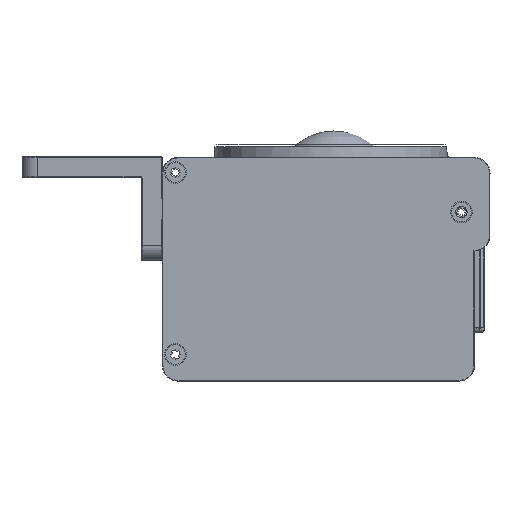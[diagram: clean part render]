
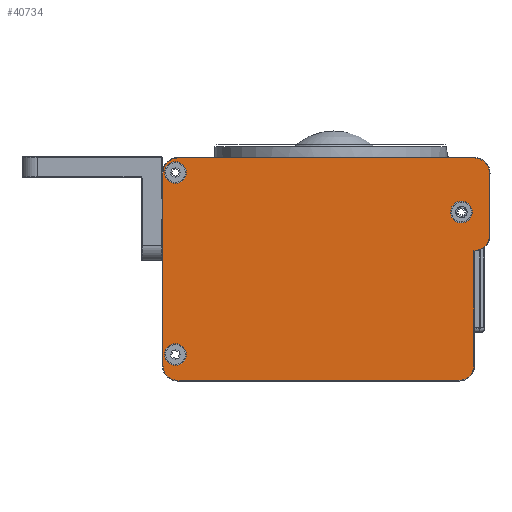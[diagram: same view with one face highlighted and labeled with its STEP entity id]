
A CAD part, front view. The second image highlights one B-rep face of the part: STEP entity #40734.
In plain terms, the highlighted planar face has unit normal (0, -1, 0).
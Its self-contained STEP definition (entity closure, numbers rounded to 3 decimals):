
#1185=FACE_BOUND('',#5940,.T.);
#1186=FACE_BOUND('',#5941,.T.);
#1187=FACE_BOUND('',#5942,.T.);
#2456=PLANE('',#43262);
#4095=FACE_OUTER_BOUND('',#5939,.T.);
#5939=EDGE_LOOP('',(#37078,#37079,#37080,#37081,#37082,#37083,#37084,#37085,
#37086,#37087));
#5940=EDGE_LOOP('',(#37088));
#5941=EDGE_LOOP('',(#37089));
#5942=EDGE_LOOP('',(#37090));
#6932=CIRCLE('',#43263,2.9);
#6933=CIRCLE('',#43264,2.9);
#6934=CIRCLE('',#43265,2.9);
#6935=CIRCLE('',#43266,2.9);
#6936=CIRCLE('',#43267,2.9);
#6937=CIRCLE('',#43268,2.1);
#6938=CIRCLE('',#43269,2.1);
#6939=CIRCLE('',#43270,2.1);
#10966=LINE('',#67385,#16045);
#10967=LINE('',#67389,#16046);
#10968=LINE('',#67393,#16047);
#10969=LINE('',#67397,#16048);
#10970=LINE('',#67400,#16049);
#16045=VECTOR('',#51935,12.);
#16046=VECTOR('',#51938,57.);
#16047=VECTOR('',#51941,37.);
#16048=VECTOR('',#51944,54.);
#16049=VECTOR('',#51947,22.102);
#20554=VERTEX_POINT('',#67381);
#20555=VERTEX_POINT('',#67382);
#20556=VERTEX_POINT('',#67384);
#20557=VERTEX_POINT('',#67386);
#20558=VERTEX_POINT('',#67388);
#20559=VERTEX_POINT('',#67390);
#20560=VERTEX_POINT('',#67392);
#20561=VERTEX_POINT('',#67394);
#20562=VERTEX_POINT('',#67396);
#20563=VERTEX_POINT('',#67398);
#20564=VERTEX_POINT('',#67401);
#20565=VERTEX_POINT('',#67403);
#20566=VERTEX_POINT('',#67405);
#26874=EDGE_CURVE('',#20554,#20555,#6932,.T.);
#26875=EDGE_CURVE('',#20555,#20556,#10966,.T.);
#26876=EDGE_CURVE('',#20556,#20557,#6933,.T.);
#26877=EDGE_CURVE('',#20557,#20558,#10967,.T.);
#26878=EDGE_CURVE('',#20558,#20559,#6934,.T.);
#26879=EDGE_CURVE('',#20559,#20560,#10968,.T.);
#26880=EDGE_CURVE('',#20560,#20561,#6935,.T.);
#26881=EDGE_CURVE('',#20561,#20562,#10969,.T.);
#26882=EDGE_CURVE('',#20562,#20563,#6936,.T.);
#26883=EDGE_CURVE('',#20563,#20554,#10970,.T.);
#26884=EDGE_CURVE('',#20564,#20564,#6937,.T.);
#26885=EDGE_CURVE('',#20565,#20565,#6938,.T.);
#26886=EDGE_CURVE('',#20566,#20566,#6939,.T.);
#37078=ORIENTED_EDGE('',*,*,#26874,.T.);
#37079=ORIENTED_EDGE('',*,*,#26875,.T.);
#37080=ORIENTED_EDGE('',*,*,#26876,.T.);
#37081=ORIENTED_EDGE('',*,*,#26877,.T.);
#37082=ORIENTED_EDGE('',*,*,#26878,.T.);
#37083=ORIENTED_EDGE('',*,*,#26879,.T.);
#37084=ORIENTED_EDGE('',*,*,#26880,.T.);
#37085=ORIENTED_EDGE('',*,*,#26881,.T.);
#37086=ORIENTED_EDGE('',*,*,#26882,.T.);
#37087=ORIENTED_EDGE('',*,*,#26883,.T.);
#37088=ORIENTED_EDGE('',*,*,#26884,.F.);
#37089=ORIENTED_EDGE('',*,*,#26885,.F.);
#37090=ORIENTED_EDGE('',*,*,#26886,.F.);
#40734=ADVANCED_FACE('',(#4095,#1185,#1186,#1187),#2456,.F.);
#43262=AXIS2_PLACEMENT_3D('',#67380,#51931,#51932);
#43263=AXIS2_PLACEMENT_3D('',#67383,#51933,#51934);
#43264=AXIS2_PLACEMENT_3D('',#67387,#51936,#51937);
#43265=AXIS2_PLACEMENT_3D('',#67391,#51939,#51940);
#43266=AXIS2_PLACEMENT_3D('',#67395,#51942,#51943);
#43267=AXIS2_PLACEMENT_3D('',#67399,#51945,#51946);
#43268=AXIS2_PLACEMENT_3D('',#67402,#51948,#51949);
#43269=AXIS2_PLACEMENT_3D('',#67404,#51950,#51951);
#43270=AXIS2_PLACEMENT_3D('',#67406,#51952,#51953);
#51931=DIRECTION('center_axis',(0.,1.,0.));
#51932=DIRECTION('ref_axis',(-1.,0.,0.));
#51933=DIRECTION('center_axis',(0.,-1.,0.));
#51934=DIRECTION('ref_axis',(0.707,0.,-0.707));
#51935=DIRECTION('',(0.,0.,1.));
#51936=DIRECTION('center_axis',(0.,-1.,0.));
#51937=DIRECTION('ref_axis',(0.707,0.,0.707));
#51938=DIRECTION('',(-1.,0.,0.));
#51939=DIRECTION('center_axis',(0.,-1.,0.));
#51940=DIRECTION('ref_axis',(-0.707,0.,0.707));
#51941=DIRECTION('',(0.,0.,-1.));
#51942=DIRECTION('center_axis',(0.,-1.,0.));
#51943=DIRECTION('ref_axis',(-0.707,0.,-0.707));
#51944=DIRECTION('',(1.,0.,0.));
#51945=DIRECTION('center_axis',(0.,-1.,0.));
#51946=DIRECTION('ref_axis',(0.707,0.,-0.707));
#51947=DIRECTION('',(0.,0.,1.));
#51948=DIRECTION('center_axis',(0.,-1.,0.));
#51949=DIRECTION('ref_axis',(-1.,0.,0.));
#51950=DIRECTION('center_axis',(0.,-1.,0.));
#51951=DIRECTION('ref_axis',(-1.,0.,0.));
#51952=DIRECTION('center_axis',(0.,-1.,0.));
#51953=DIRECTION('ref_axis',(-1.,0.,0.));
#67380=CARTESIAN_POINT('Origin',(-0.1,-52.,20.4));
#67381=CARTESIAN_POINT('',(29.8,-52.,24.002));
#67382=CARTESIAN_POINT('',(32.8,-52.,26.9));
#67383=CARTESIAN_POINT('Origin',(29.9,-52.,26.9));
#67384=CARTESIAN_POINT('',(32.8,-52.,38.9));
#67385=CARTESIAN_POINT('',(32.8,-52.,22.15));
#67386=CARTESIAN_POINT('',(29.9,-52.,41.8));
#67387=CARTESIAN_POINT('Origin',(29.9,-52.,38.9));
#67388=CARTESIAN_POINT('',(-27.1,-52.,41.8));
#67389=CARTESIAN_POINT('',(-15.1,-52.,41.8));
#67390=CARTESIAN_POINT('',(-30.,-52.,38.9));
#67391=CARTESIAN_POINT('Origin',(-27.1,-52.,38.9));
#67392=CARTESIAN_POINT('',(-30.,-52.,1.9));
#67393=CARTESIAN_POINT('',(-30.,-52.,9.65));
#67394=CARTESIAN_POINT('',(-27.1,-52.,-1.));
#67395=CARTESIAN_POINT('Origin',(-27.1,-52.,1.9));
#67396=CARTESIAN_POINT('',(26.9,-52.,-1.));
#67397=CARTESIAN_POINT('',(14.9,-52.,-1.));
#67398=CARTESIAN_POINT('',(29.8,-52.,1.9));
#67399=CARTESIAN_POINT('Origin',(26.9,-52.,1.9));
#67400=CARTESIAN_POINT('',(29.8,-52.,31.15));
#67401=CARTESIAN_POINT('',(-29.7,-52.,4.));
#67402=CARTESIAN_POINT('Origin',(-27.6,-52.,4.));
#67403=CARTESIAN_POINT('',(25.3,-52.,31.4));
#67404=CARTESIAN_POINT('Origin',(27.4,-52.,31.4));
#67405=CARTESIAN_POINT('',(-29.7,-52.,39.));
#67406=CARTESIAN_POINT('Origin',(-27.6,-52.,39.));
